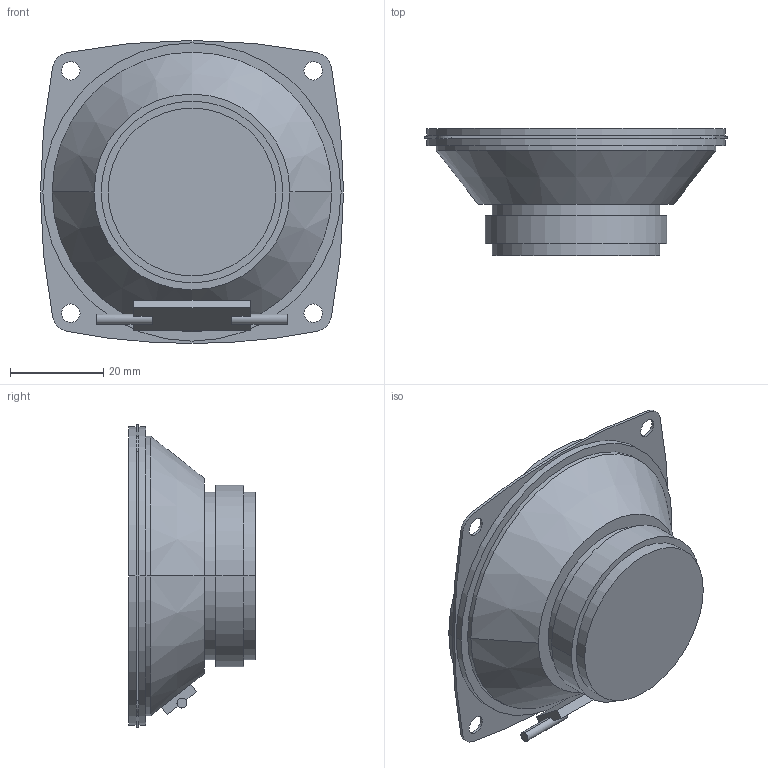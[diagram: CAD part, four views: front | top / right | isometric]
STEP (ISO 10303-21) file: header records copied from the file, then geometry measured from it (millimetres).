
FILE_DESCRIPTION (( 'STEP AP203' ), '1' );
FILE_NAME ('speaker-visaton-fr7.step', '2015-02-17T13:12:50', ( 'Cesar' ), ( '' ), 'SwSTEP 2.0', 'SolidWorks 2013', '' );
FILE_SCHEMA (( 'CONFIG_CONTROL_DESIGN' ));
Length unit declared in the file: millimetre
Products named in the file (1): speaker-visaton-fr7
Bounding box: 65 x 27.2 x 65 mm (x, y, z)
Volume: 37671.5 mm3; surface area: 13132.8 mm2
Topology: 2 solids, 2 shells, 64 faces, 149 edges, 97 vertices
Faces by surface type: cylinder 35, plane 19, torus 4, cone 4, sphere 2
Entity records: 1958 total; most frequent: DIRECTION 369, CARTESIAN_POINT 311, ORIENTED_EDGE 298, AXIS2_PLACEMENT_3D 155, EDGE_CURVE 149, VERTEX_POINT 97, CIRCLE 90, EDGE_LOOP 80
